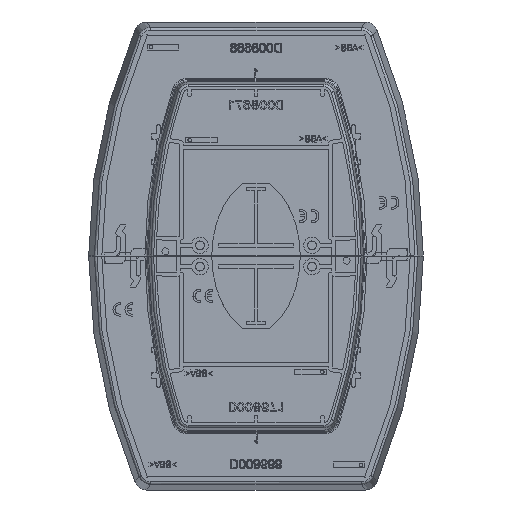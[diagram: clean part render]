
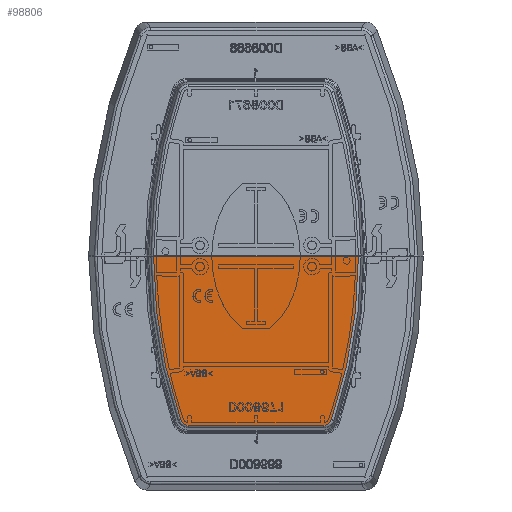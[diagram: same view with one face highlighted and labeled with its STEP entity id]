
A CAD part, left-side view. The second image highlights one B-rep face of the part: STEP entity #98806.
In plain terms, the highlighted face is planar.
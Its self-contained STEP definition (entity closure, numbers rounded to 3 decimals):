
#98734=AXIS2_PLACEMENT_3D('Circle Axis2P3D',#98732,#98733,$) ;
#98763=AXIS2_PLACEMENT_3D('Plane Axis2P3D',#98760,#98761,#98762) ;
#98774=AXIS2_PLACEMENT_3D('Circle Axis2P3D',#98772,#98773,$) ;
#98781=AXIS2_PLACEMENT_3D('Circle Axis2P3D',#98779,#98780,$) ;
#98795=AXIS2_PLACEMENT_3D('Circle Axis2P3D',#98793,#98794,$) ;
#98732=CARTESIAN_POINT('Axis2P3D Location',(-152.5,0.,-25.)) ;
#98736=CARTESIAN_POINT('Vertex',(28.267,61.402,-25.)) ;
#98738=CARTESIAN_POINT('Vertex',(38.411,0.,-25.)) ;
#98760=CARTESIAN_POINT('Axis2P3D Location',(0.,0.,-25.)) ;
#98765=CARTESIAN_POINT('Line Origine',(0.,0.,-25.)) ;
#98769=CARTESIAN_POINT('Vertex',(-38.411,0.,-25.)) ;
#98772=CARTESIAN_POINT('Axis2P3D Location',(152.5,0.,-25.)) ;
#98776=CARTESIAN_POINT('Vertex',(-28.267,61.402,-25.)) ;
#98779=CARTESIAN_POINT('Axis2P3D Location',(-25.463,60.45,-25.)) ;
#98783=CARTESIAN_POINT('Vertex',(-25.463,63.411,-25.)) ;
#98786=CARTESIAN_POINT('Line Origine',(0.,63.411,-25.)) ;
#98790=CARTESIAN_POINT('Vertex',(25.463,63.411,-25.)) ;
#98793=CARTESIAN_POINT('Axis2P3D Location',(25.463,60.45,-25.)) ;
#98733=DIRECTION('Axis2P3D Direction',(0.,0.,1.)) ;
#98761=DIRECTION('Axis2P3D Direction',(0.,0.,1.)) ;
#98762=DIRECTION('Axis2P3D XDirection',(1.,0.,0.)) ;
#98766=DIRECTION('Vector Direction',(1.,0.,0.)) ;
#98773=DIRECTION('Axis2P3D Direction',(0.,0.,1.)) ;
#98780=DIRECTION('Axis2P3D Direction',(0.,0.,1.)) ;
#98787=DIRECTION('Vector Direction',(1.,0.,0.)) ;
#98794=DIRECTION('Axis2P3D Direction',(0.,0.,1.)) ;
#98767=VECTOR('Line Direction',#98766,1.) ;
#98788=VECTOR('Line Direction',#98787,1.) ;
#98799=ORIENTED_EDGE('',*,*,#98771,.F.) ;
#98800=ORIENTED_EDGE('',*,*,#98778,.T.) ;
#98801=ORIENTED_EDGE('',*,*,#98785,.T.) ;
#98802=ORIENTED_EDGE('',*,*,#98792,.T.) ;
#98803=ORIENTED_EDGE('',*,*,#98797,.T.) ;
#98804=ORIENTED_EDGE('',*,*,#98740,.T.) ;
#98806=ADVANCED_FACE('Corps principal',(#98805),#98764,.F.) ;
#98735=CIRCLE('generated circle',#98734,190.911) ;
#98775=CIRCLE('generated circle',#98774,190.911) ;
#98782=CIRCLE('generated circle',#98781,2.961) ;
#98796=CIRCLE('generated circle',#98795,2.961) ;
#98740=EDGE_CURVE('',#98737,#98739,#98735,.F.) ;
#98771=EDGE_CURVE('',#98770,#98739,#98768,.T.) ;
#98778=EDGE_CURVE('',#98770,#98777,#98775,.F.) ;
#98785=EDGE_CURVE('',#98777,#98784,#98782,.F.) ;
#98792=EDGE_CURVE('',#98784,#98791,#98789,.T.) ;
#98797=EDGE_CURVE('',#98791,#98737,#98796,.F.) ;
#98798=EDGE_LOOP('',(#98799,#98800,#98801,#98802,#98803,#98804)) ;
#98805=FACE_OUTER_BOUND('',#98798,.T.) ;
#98768=LINE('Line',#98765,#98767) ;
#98789=LINE('Line',#98786,#98788) ;
#98764=PLANE('',#98763) ;
#98737=VERTEX_POINT('',#98736) ;
#98739=VERTEX_POINT('',#98738) ;
#98770=VERTEX_POINT('',#98769) ;
#98777=VERTEX_POINT('',#98776) ;
#98784=VERTEX_POINT('',#98783) ;
#98791=VERTEX_POINT('',#98790) ;
